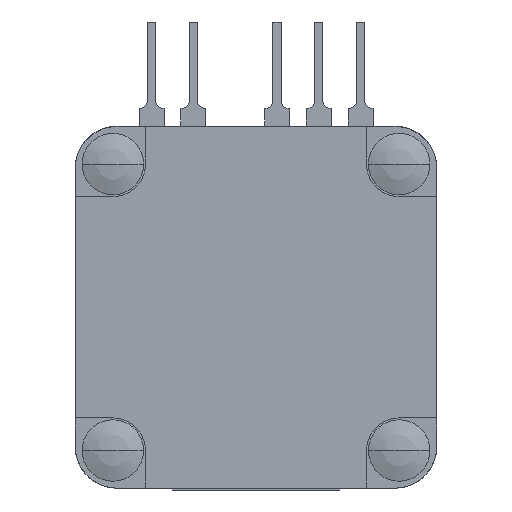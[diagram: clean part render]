
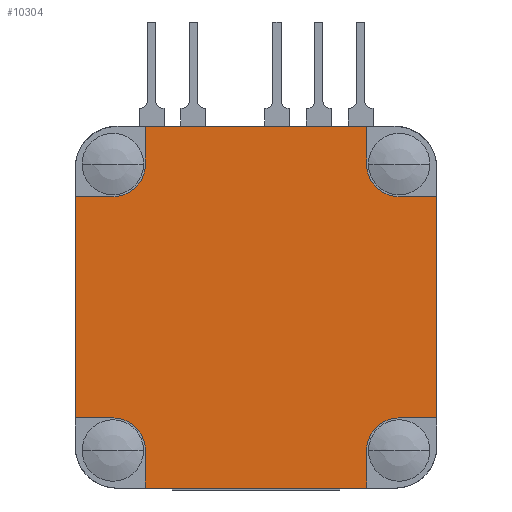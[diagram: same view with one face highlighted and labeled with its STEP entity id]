
A CAD part, front view. The second image highlights one B-rep face of the part: STEP entity #10304.
In plain terms, the highlighted planar face has unit normal (0, -1, 0).
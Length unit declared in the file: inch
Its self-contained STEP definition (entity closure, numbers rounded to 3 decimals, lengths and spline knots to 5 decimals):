
#545=CARTESIAN_POINT('',(-0.3425,-0.408,-0.343));
#546=DIRECTION('',(0.,1.,0.));
#547=DIRECTION('',(0.,0.,1.));
#548=AXIS2_PLACEMENT_3D('',#545,#546,#547);
#559=DIRECTION('',(0.,0.,-1.));
#560=VECTOR('',#559,0.09);
#561=CARTESIAN_POINT('',(0.2645,-0.408,0.432));
#562=LINE('',#561,#560);
#563=DIRECTION('',(-1.,0.,0.));
#564=VECTOR('',#563,0.09);
#565=CARTESIAN_POINT('',(0.4325,-0.408,0.264));
#566=LINE('',#565,#564);
#567=DIRECTION('',(0.,0.,-1.));
#568=VECTOR('',#567,0.529);
#569=CARTESIAN_POINT('',(0.4325,-0.408,0.264));
#570=LINE('',#569,#568);
#571=DIRECTION('',(-1.,0.,0.));
#572=VECTOR('',#571,0.09);
#573=CARTESIAN_POINT('',(0.4325,-0.408,-0.265));
#574=LINE('',#573,#572);
#575=DIRECTION('',(0.,0.,1.));
#576=VECTOR('',#575,0.09);
#577=CARTESIAN_POINT('',(0.2645,-0.408,-0.433));
#578=LINE('',#577,#576);
#579=DIRECTION('',(-1.,0.,0.));
#580=VECTOR('',#579,0.529);
#581=CARTESIAN_POINT('',(0.2645,-0.408,-0.433));
#582=LINE('',#581,#580);
#583=DIRECTION('',(0.,0.,1.));
#584=VECTOR('',#583,0.09);
#585=CARTESIAN_POINT('',(-0.2645,-0.408,-0.433));
#586=LINE('',#585,#584);
#587=DIRECTION('',(1.,0.,0.));
#588=VECTOR('',#587,0.09);
#589=CARTESIAN_POINT('',(-0.4325,-0.408,-0.265));
#590=LINE('',#589,#588);
#591=DIRECTION('',(0.,0.,1.));
#592=VECTOR('',#591,0.529);
#593=CARTESIAN_POINT('',(-0.4325,-0.408,-0.265));
#594=LINE('',#593,#592);
#595=DIRECTION('',(1.,0.,0.));
#596=VECTOR('',#595,0.09);
#597=CARTESIAN_POINT('',(-0.4325,-0.408,0.264));
#598=LINE('',#597,#596);
#599=DIRECTION('',(0.,0.,-1.));
#600=VECTOR('',#599,0.09);
#601=CARTESIAN_POINT('',(-0.2645,-0.408,0.432));
#602=LINE('',#601,#600);
#603=DIRECTION('',(1.,0.,0.));
#604=VECTOR('',#603,0.529);
#605=CARTESIAN_POINT('',(-0.2645,-0.408,0.432));
#606=LINE('',#605,#604);
#611=CARTESIAN_POINT('',(0.3425,-0.408,0.342));
#612=DIRECTION('',(0.,1.,0.));
#613=DIRECTION('',(0.,0.,-1.));
#614=AXIS2_PLACEMENT_3D('',#611,#612,#613);
#680=CARTESIAN_POINT('',(0.3425,-0.408,-0.343));
#681=DIRECTION('',(0.,1.,0.));
#682=DIRECTION('',(-1.,0.,0.));
#683=AXIS2_PLACEMENT_3D('',#680,#681,#682);
#749=CARTESIAN_POINT('',(-0.3425,-0.408,0.342));
#750=DIRECTION('',(0.,1.,0.));
#751=DIRECTION('',(1.,0.,0.));
#752=AXIS2_PLACEMENT_3D('',#749,#750,#751);
#9084=CARTESIAN_POINT('',(-0.2645,-0.408,0.432));
#9085=VERTEX_POINT('',#9084);
#9086=CARTESIAN_POINT('',(0.2645,-0.408,0.432));
#9087=VERTEX_POINT('',#9086);
#9092=CARTESIAN_POINT('',(0.4325,-0.408,-0.265));
#9093=VERTEX_POINT('',#9092);
#9094=CARTESIAN_POINT('',(0.4325,-0.408,0.264));
#9095=VERTEX_POINT('',#9094);
#9100=CARTESIAN_POINT('',(0.2645,-0.408,-0.433));
#9101=VERTEX_POINT('',#9100);
#9102=CARTESIAN_POINT('',(-0.2645,-0.408,-0.433));
#9103=VERTEX_POINT('',#9102);
#9108=CARTESIAN_POINT('',(-0.4325,-0.408,-0.265));
#9109=VERTEX_POINT('',#9108);
#9110=CARTESIAN_POINT('',(-0.4325,-0.408,0.264));
#9111=VERTEX_POINT('',#9110);
#9112=CARTESIAN_POINT('',(0.2645,-0.408,-0.343));
#9114=VERTEX_POINT('',#9112);
#9116=CARTESIAN_POINT('',(0.3425,-0.408,-0.265));
#9118=VERTEX_POINT('',#9116);
#9120=CARTESIAN_POINT('',(0.3425,-0.408,0.264));
#9122=VERTEX_POINT('',#9120);
#9124=CARTESIAN_POINT('',(0.2645,-0.408,0.342));
#9126=VERTEX_POINT('',#9124);
#9128=CARTESIAN_POINT('',(-0.2645,-0.408,0.342));
#9130=VERTEX_POINT('',#9128);
#9132=CARTESIAN_POINT('',(-0.3425,-0.408,0.264));
#9134=VERTEX_POINT('',#9132);
#9136=CARTESIAN_POINT('',(-0.3425,-0.408,-0.265));
#9138=VERTEX_POINT('',#9136);
#9140=CARTESIAN_POINT('',(-0.2645,-0.408,-0.343));
#9142=VERTEX_POINT('',#9140);
#10271=CARTESIAN_POINT('',(0.,-0.408,-0.0005));
#10272=DIRECTION('',(0.,1.,0.));
#10273=DIRECTION('',(0.,0.,-1.));
#10274=AXIS2_PLACEMENT_3D('',#10271,#10272,#10273);
#10275=PLANE('',#10274);
#10277=ORIENTED_EDGE('',*,*,#10276,.T.);
#10279=ORIENTED_EDGE('',*,*,#10278,.F.);
#10281=ORIENTED_EDGE('',*,*,#10280,.F.);
#10282=ORIENTED_EDGE('',*,*,#10049,.T.);
#10284=ORIENTED_EDGE('',*,*,#10283,.T.);
#10286=ORIENTED_EDGE('',*,*,#10285,.F.);
#10288=ORIENTED_EDGE('',*,*,#10287,.F.);
#10289=ORIENTED_EDGE('',*,*,#10135,.T.);
#10291=ORIENTED_EDGE('',*,*,#10290,.T.);
#10292=ORIENTED_EDGE('',*,*,#10236,.F.);
#10293=ORIENTED_EDGE('',*,*,#10259,.F.);
#10294=ORIENTED_EDGE('',*,*,#9815,.T.);
#10296=ORIENTED_EDGE('',*,*,#10295,.T.);
#10298=ORIENTED_EDGE('',*,*,#10297,.F.);
#10300=ORIENTED_EDGE('',*,*,#10299,.F.);
#10301=ORIENTED_EDGE('',*,*,#9909,.T.);
#10302=EDGE_LOOP('',(#10277,#10279,#10281,#10282,#10284,#10286,#10288,#10289,
#10291,#10292,#10293,#10294,#10296,#10298,#10300,#10301));
#10303=FACE_OUTER_BOUND('',#10302,.F.);
#10304=ADVANCED_FACE('',(#10303),#10275,.F.);
#549=CIRCLE('',#548,0.078);
#615=CIRCLE('',#614,0.078);
#684=CIRCLE('',#683,0.078);
#753=CIRCLE('',#752,0.078);
#9815=EDGE_CURVE('',#9109,#9111,#594,.T.);
#9909=EDGE_CURVE('',#9085,#9087,#606,.T.);
#10049=EDGE_CURVE('',#9095,#9093,#570,.T.);
#10135=EDGE_CURVE('',#9101,#9103,#582,.T.);
#10236=EDGE_CURVE('',#9138,#9142,#549,.T.);
#10259=EDGE_CURVE('',#9109,#9138,#590,.T.);
#10276=EDGE_CURVE('',#9087,#9126,#562,.T.);
#10278=EDGE_CURVE('',#9122,#9126,#615,.T.);
#10280=EDGE_CURVE('',#9095,#9122,#566,.T.);
#10283=EDGE_CURVE('',#9093,#9118,#574,.T.);
#10285=EDGE_CURVE('',#9114,#9118,#684,.T.);
#10287=EDGE_CURVE('',#9101,#9114,#578,.T.);
#10290=EDGE_CURVE('',#9103,#9142,#586,.T.);
#10295=EDGE_CURVE('',#9111,#9134,#598,.T.);
#10297=EDGE_CURVE('',#9130,#9134,#753,.T.);
#10299=EDGE_CURVE('',#9085,#9130,#602,.T.);
